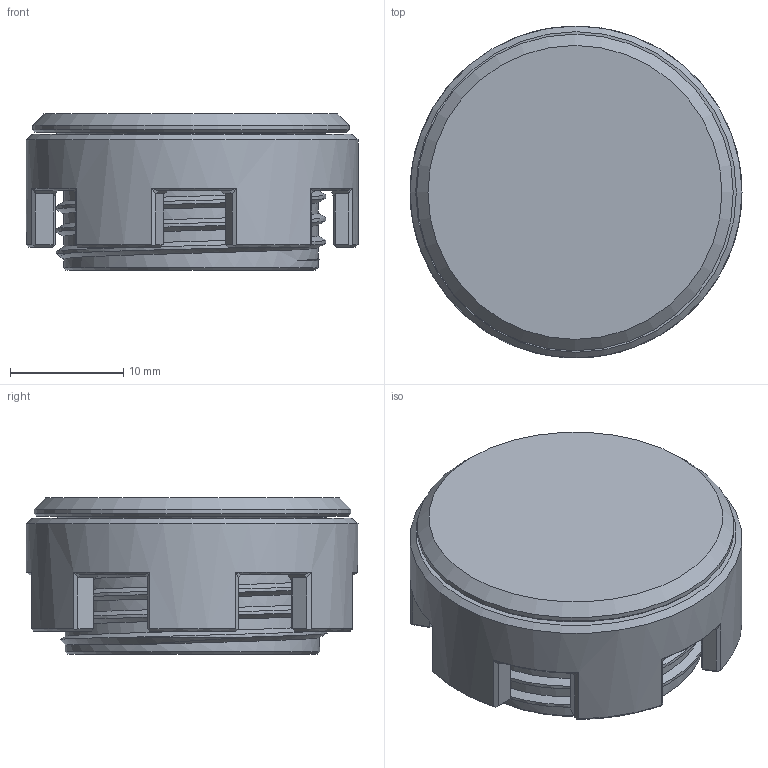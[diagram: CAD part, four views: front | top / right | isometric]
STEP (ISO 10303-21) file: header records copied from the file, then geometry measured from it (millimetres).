
FILE_DESCRIPTION(/* description */ (''),/* implementation_level */ '2;1');
FILE_NAME(/* name */ 'Plug 24mm.step',/* time_stamp */ '2025-04-24T21:25:29-04:00',/* author */ (''),/* organization */ (''),/* preprocessor_version */ 'ST-DEVELOPER v20.1',/* originating_system */ 'Autodesk Translation Framework v14.4.0.0',/* authorisation */ '');
FILE_SCHEMA (('AUTOMOTIVE_DESIGN { 1 0 10303 214 3 1 1 }'));
Length unit declared in the file: millimetre
Products named in the file (1): cherry mx v28
Bounding box: 29.36 x 29.36 x 13.8 mm (x, y, z)
Volume: 4785 mm3; surface area: 4909.4 mm2
Topology: 2 solids, 2 shells, 158 faces, 383 edges, 231 vertices
Faces by surface type: plane 95, cylinder 31, cone 28, bspline 4
Full cylindrical faces by diameter (mm): 20 x1, 22.5 x6, 23.18 x1, 23.822 x4, 24.541 x2, 28 x1, 29.361 x1
Entity records: 7351 total; most frequent: CARTESIAN_POINT 3841, ORIENTED_EDGE 766, DIRECTION 676, EDGE_CURVE 383, AXIS2_PLACEMENT_3D 242, VERTEX_POINT 231, LINE 192, VECTOR 192
